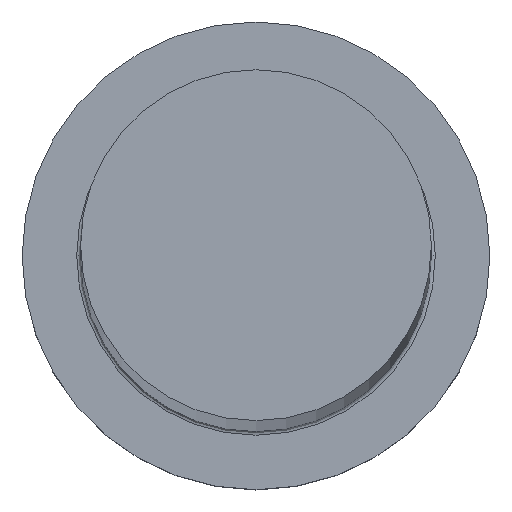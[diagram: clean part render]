
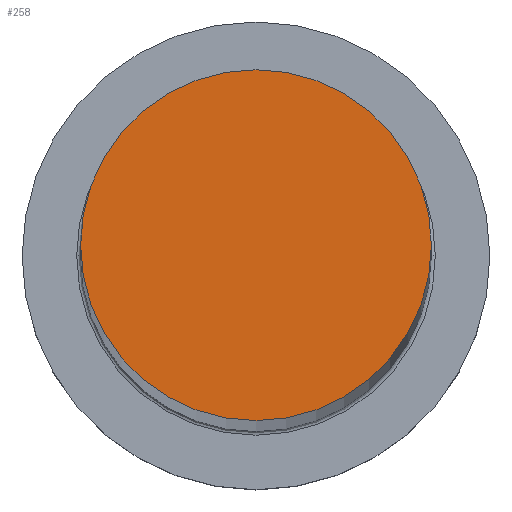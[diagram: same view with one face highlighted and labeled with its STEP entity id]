
A CAD part, top view. The second image highlights one B-rep face of the part: STEP entity #258.
In plain terms, the highlighted planar face has unit normal (0, 0, 1).
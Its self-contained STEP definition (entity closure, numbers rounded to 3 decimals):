
#36 = AXIS2_PLACEMENT_3D ( 'NONE', #226, #178, #40 ) ;
#40 = DIRECTION ( 'NONE',  ( 1., 0., 0. ) ) ;
#42 = CIRCLE ( 'NONE', #43, 9. ) ;
#43 = AXIS2_PLACEMENT_3D ( 'NONE', #114, #112, #69 ) ;
#53 = CARTESIAN_POINT ( 'NONE',  ( 0., 0., 322. ) ) ;
#69 = DIRECTION ( 'NONE',  ( 1., 0., 0. ) ) ;
#89 = EDGE_LOOP ( 'NONE', ( #307, #238 ) ) ;
#102 = CIRCLE ( 'NONE', #36, 9. ) ;
#112 = DIRECTION ( 'NONE',  ( 0., 0., 1. ) ) ;
#114 = CARTESIAN_POINT ( 'NONE',  ( 0., 0., 322. ) ) ;
#173 = EDGE_CURVE ( 'NONE', #185, #269, #102, .T. ) ;
#178 = DIRECTION ( 'NONE',  ( 0., 0., 1. ) ) ;
#185 = VERTEX_POINT ( 'NONE', #225 ) ;
#186 = DIRECTION ( 'NONE',  ( 1., 0., 0. ) ) ;
#211 = PLANE ( 'NONE',  #245 ) ;
#225 = CARTESIAN_POINT ( 'NONE',  ( 9., 0., 322. ) ) ;
#226 = CARTESIAN_POINT ( 'NONE',  ( 0., 0., 322. ) ) ;
#237 = CARTESIAN_POINT ( 'NONE',  ( -9., 0., 322. ) ) ;
#238 = ORIENTED_EDGE ( 'NONE', *, *, #173, .T. ) ;
#245 = AXIS2_PLACEMENT_3D ( 'NONE', #53, #262, #186 ) ;
#258 = ADVANCED_FACE ( 'NONE', ( #286 ), #211, .T. ) ;
#262 = DIRECTION ( 'NONE',  ( 0., 0., 1. ) ) ;
#264 = EDGE_CURVE ( 'NONE', #269, #185, #42, .T. ) ;
#269 = VERTEX_POINT ( 'NONE', #237 ) ;
#286 = FACE_OUTER_BOUND ( 'NONE', #89, .T. ) ;
#307 = ORIENTED_EDGE ( 'NONE', *, *, #264, .T. ) ;
